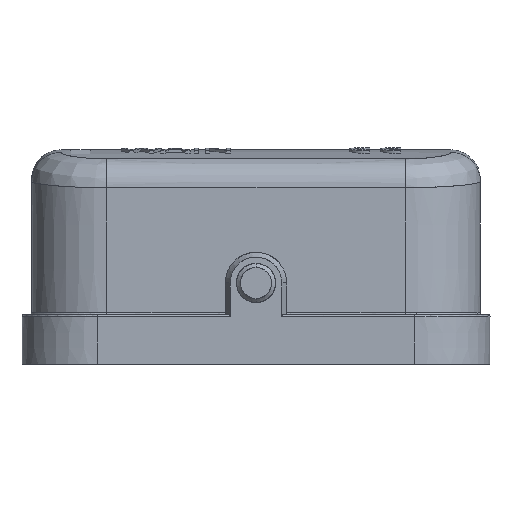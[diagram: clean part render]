
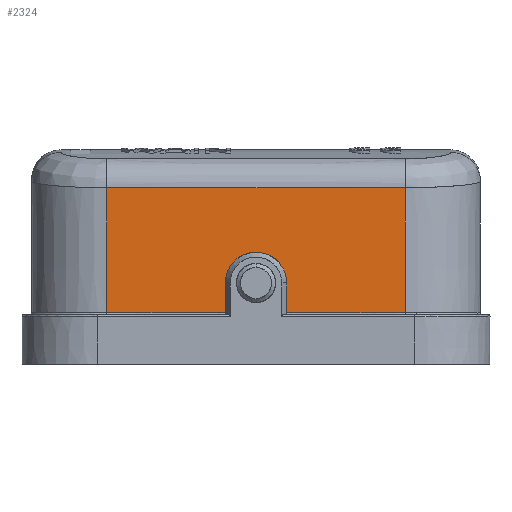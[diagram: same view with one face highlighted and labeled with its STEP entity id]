
A CAD part, front view. The second image highlights one B-rep face of the part: STEP entity #2324.
In plain terms, the highlighted planar face has unit normal (0, -1, 0).
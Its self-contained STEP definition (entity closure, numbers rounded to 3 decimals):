
#241=FACE_OUTER_BOUND('',#2705,.T.);
#2324=ADVANCED_FACE('',(#241),#2582,.T.);
#2582=PLANE('',#7833);
#2705=EDGE_LOOP('',(#3814,#3815,#3816,#3817,#3818,#3819,#3820,#3821,#3822));
#2997=B_SPLINE_CURVE_WITH_KNOTS('',3,(#8952,#8953,#8954,#8955,#8956,#8957),
 .UNSPECIFIED.,.F.,.F.,(4,2,4),(0.,0.5,1.),.UNSPECIFIED.);
#2998=B_SPLINE_CURVE_WITH_KNOTS('',3,(#8974,#8975,#8976,#8977),
 .UNSPECIFIED.,.F.,.F.,(4,4),(0.,1.),.UNSPECIFIED.);
#3814=ORIENTED_EDGE('',*,*,#6154,.T.);
#3815=ORIENTED_EDGE('',*,*,#6155,.T.);
#3816=ORIENTED_EDGE('',*,*,#6156,.T.);
#3817=ORIENTED_EDGE('',*,*,#6157,.T.);
#3818=ORIENTED_EDGE('',*,*,#6158,.T.);
#3819=ORIENTED_EDGE('',*,*,#6159,.T.);
#3820=ORIENTED_EDGE('',*,*,#6160,.T.);
#3821=ORIENTED_EDGE('',*,*,#6161,.T.);
#3822=ORIENTED_EDGE('',*,*,#6162,.T.);
#5072=VERTEX_POINT('',#8958);
#5073=VERTEX_POINT('',#8959);
#5074=VERTEX_POINT('',#8961);
#5075=VERTEX_POINT('',#8963);
#5076=VERTEX_POINT('',#8965);
#5077=VERTEX_POINT('',#8967);
#5078=VERTEX_POINT('',#8969);
#5079=VERTEX_POINT('',#8971);
#5080=VERTEX_POINT('',#8973);
#6154=EDGE_CURVE('',#5072,#5073,#2997,.T.);
#6155=EDGE_CURVE('',#5073,#5074,#7265,.T.);
#6156=EDGE_CURVE('',#5074,#5075,#7266,.T.);
#6157=EDGE_CURVE('',#5075,#5076,#7267,.T.);
#6158=EDGE_CURVE('',#5076,#5077,#7268,.T.);
#6159=EDGE_CURVE('',#5077,#5078,#7269,.T.);
#6160=EDGE_CURVE('',#5078,#5079,#7270,.T.);
#6161=EDGE_CURVE('',#5079,#5080,#7271,.T.);
#6162=EDGE_CURVE('',#5080,#5072,#2998,.T.);
#7265=LINE('',#8960,#7554);
#7266=LINE('',#8962,#7555);
#7267=LINE('',#8964,#7556);
#7268=LINE('',#8966,#7557);
#7269=LINE('',#8968,#7558);
#7270=LINE('',#8970,#7559);
#7271=LINE('',#8972,#7560);
#7554=VECTOR('',#8031,1.);
#7555=VECTOR('',#8032,1.);
#7556=VECTOR('',#8033,1.);
#7557=VECTOR('',#8034,1.);
#7558=VECTOR('',#8035,1.);
#7559=VECTOR('',#8036,1.);
#7560=VECTOR('',#8037,1.);
#7833=AXIS2_PLACEMENT_3D('',#8978,#8038,#8039);
#8031=DIRECTION('',(0.,0.,-1.));
#8032=DIRECTION('',(1.,0.,0.));
#8033=DIRECTION('',(0.,0.,1.));
#8034=DIRECTION('',(-1.,0.,0.));
#8035=DIRECTION('',(0.,0.,-1.));
#8036=DIRECTION('',(1.,0.,0.));
#8037=DIRECTION('',(0.,0.,1.));
#8038=DIRECTION('',(0.,-1.,0.));
#8039=DIRECTION('',(1.,0.,0.));
#8952=CARTESIAN_POINT('',(14.334,1.,10.812));
#8953=CARTESIAN_POINT('',(15.252,1.,11.544));
#8954=CARTESIAN_POINT('',(16.595,1.,11.703));
#8955=CARTESIAN_POINT('',(18.736,1.,10.674));
#8956=CARTESIAN_POINT('',(19.45,1.,9.531));
#8957=CARTESIAN_POINT('',(19.45,1.,8.35));
#8958=CARTESIAN_POINT('',(14.334,1.,10.812));
#8959=CARTESIAN_POINT('',(19.45,1.,8.35));
#8960=CARTESIAN_POINT('',(19.45,1.,11.706));
#8961=CARTESIAN_POINT('',(19.45,1.,5.3));
#8962=CARTESIAN_POINT('',(16.3,1.,5.3));
#8963=CARTESIAN_POINT('',(31.6,1.,5.3));
#8964=CARTESIAN_POINT('',(31.6,1.,11.706));
#8965=CARTESIAN_POINT('',(31.6,1.,18.112));
#8966=CARTESIAN_POINT('',(16.3,1.,18.112));
#8967=CARTESIAN_POINT('',(1.,1.,18.112));
#8968=CARTESIAN_POINT('',(1.,1.,11.706));
#8969=CARTESIAN_POINT('',(1.,1.,5.3));
#8970=CARTESIAN_POINT('',(16.3,1.,5.3));
#8971=CARTESIAN_POINT('',(13.15,1.,5.3));
#8972=CARTESIAN_POINT('',(13.15,1.,11.706));
#8973=CARTESIAN_POINT('',(13.15,1.,8.35));
#8974=CARTESIAN_POINT('',(13.15,1.,8.35));
#8975=CARTESIAN_POINT('',(13.15,1.,9.304));
#8976=CARTESIAN_POINT('',(13.583,1.,10.211));
#8977=CARTESIAN_POINT('',(14.334,1.,10.812));
#8978=CARTESIAN_POINT('',(0.388,1.,5.044));
